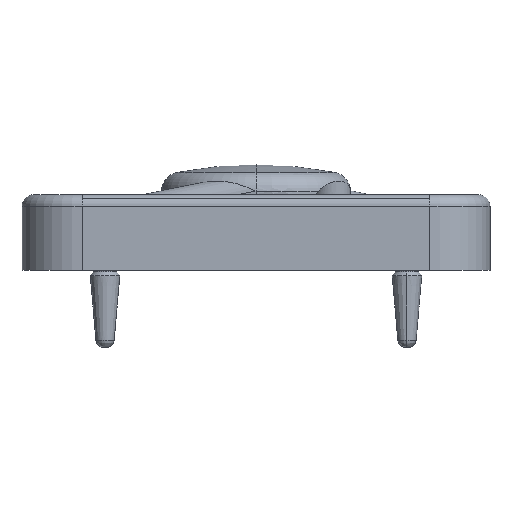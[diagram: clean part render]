
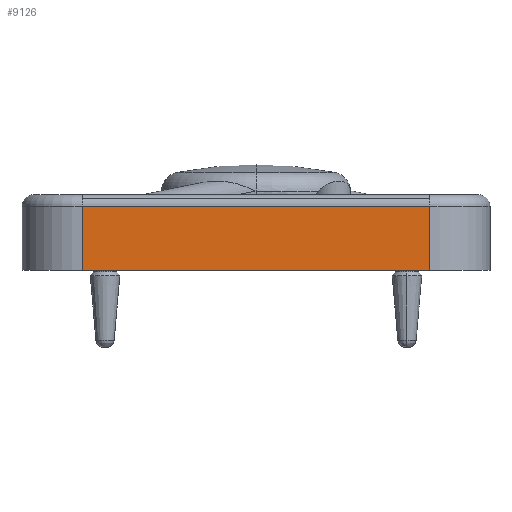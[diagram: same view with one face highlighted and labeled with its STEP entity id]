
A CAD part, left-side view. The second image highlights one B-rep face of the part: STEP entity #9126.
In plain terms, the highlighted planar face has unit normal (-1, 0, 0).
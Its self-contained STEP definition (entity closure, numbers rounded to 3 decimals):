
#8897=CARTESIAN_POINT('',(-15.5,11.5,2.0));
#8898=VERTEX_POINT('',#8897);
#8955=CARTESIAN_POINT('',(-15.5,-11.5,2.0));
#8956=VERTEX_POINT('',#8955);
#8957=CARTESIAN_POINT('',(-15.5,11.5,2.0));
#8958=DIRECTION('',(0.0,-1.0,0.0));
#8959=VECTOR('',#8958,23.0);
#8960=LINE('',#8957,#8959);
#8961=EDGE_CURVE('',#8898,#8956,#8960,.T.);
#9077=CARTESIAN_POINT('',(-15.5,-11.5,-2.25));
#9078=VERTEX_POINT('',#9077);
#9079=CARTESIAN_POINT('',(-15.5,-11.5,-2.25));
#9080=DIRECTION('',(0.0,0.0,1.0));
#9081=VECTOR('',#9080,4.25);
#9082=LINE('',#9079,#9081);
#9083=EDGE_CURVE('',#9078,#8956,#9082,.T.);
#9103=CARTESIAN_POINT('',(-15.5,-11.5,-2.25));
#9104=DIRECTION('',(-1.0,0.0,0.0));
#9105=DIRECTION('',(0.0,0.0,1.0));
#9106=AXIS2_PLACEMENT_3D('',#9103,#9104,#9105);
#9107=PLANE('',#9106);
#9108=ORIENTED_EDGE('',*,*,#8961,.F.);
#9109=CARTESIAN_POINT('',(-15.5,11.5,-2.25));
#9110=VERTEX_POINT('',#9109);
#9111=CARTESIAN_POINT('',(-15.5,11.5,-2.25));
#9112=DIRECTION('',(0.0,0.0,1.0));
#9113=VECTOR('',#9112,4.25);
#9114=LINE('',#9111,#9113);
#9115=EDGE_CURVE('',#9110,#8898,#9114,.T.);
#9116=ORIENTED_EDGE('',*,*,#9115,.F.);
#9117=CARTESIAN_POINT('',(-15.5,-11.5,-2.25));
#9118=DIRECTION('',(0.0,1.0,0.0));
#9119=VECTOR('',#9118,23.0);
#9120=LINE('',#9117,#9119);
#9121=EDGE_CURVE('',#9078,#9110,#9120,.T.);
#9122=ORIENTED_EDGE('',*,*,#9121,.F.);
#9123=ORIENTED_EDGE('',*,*,#9083,.T.);
#9124=EDGE_LOOP('',(#9108,#9116,#9122,#9123));
#9125=FACE_OUTER_BOUND('',#9124,.T.);
#9126=ADVANCED_FACE('',(#9125),#9107,.T.);
